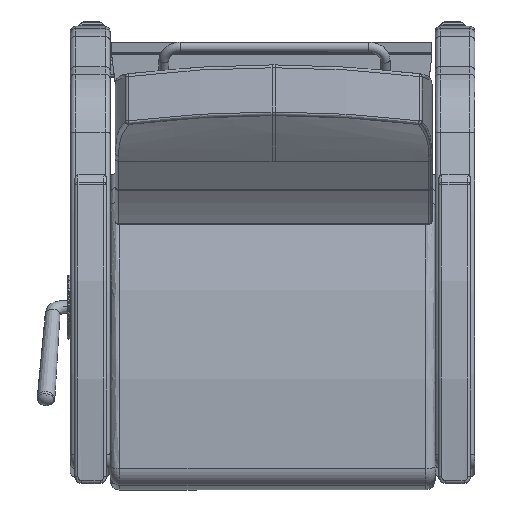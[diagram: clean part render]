
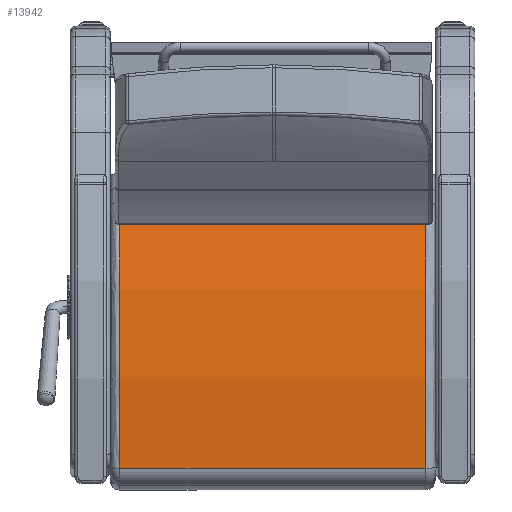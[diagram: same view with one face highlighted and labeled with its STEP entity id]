
A CAD part, front view. The second image highlights one B-rep face of the part: STEP entity #13942.
In plain terms, the highlighted free-form (B-spline) face has degree [1, 2] with [2, 3] control points.
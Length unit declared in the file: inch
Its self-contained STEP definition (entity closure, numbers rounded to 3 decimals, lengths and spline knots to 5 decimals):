
#451=(
BOUNDED_SURFACE()
B_SPLINE_SURFACE(1,2,((#34638,#34639,#34640),(#34641,#34642,#34643)),
 .UNSPECIFIED.,.F.,.F.,.F.)
B_SPLINE_SURFACE_WITH_KNOTS((2,2),(3,3),(-0.19254,0.19254),
(1.36178,1.69928),.UNSPECIFIED.)
GEOMETRIC_REPRESENTATION_ITEM()
RATIONAL_B_SPLINE_SURFACE(((1.,0.986,1.),(1.,0.986,
1.)))
REPRESENTATION_ITEM('')
SURFACE()
);
#913=ELLIPSE('',#15314,60.05357,60.);
#923=ELLIPSE('',#15342,60.05357,60.);
#1603=LINE('',#34636,#2476);
#1604=LINE('',#34645,#2477);
#2476=VECTOR('',#17748,0.3937);
#2477=VECTOR('',#17751,0.3937);
#3384=FACE_OUTER_BOUND('',#4325,.T.);
#4325=EDGE_LOOP('',(#10369,#10370,#10371,#10372));
#6501=VERTEX_POINT('',#34428);
#6502=VERTEX_POINT('',#34429);
#6527=VERTEX_POINT('',#34635);
#6528=VERTEX_POINT('',#34644);
#7923=EDGE_CURVE('',#6501,#6502,#913,.T.);
#7961=EDGE_CURVE('',#6502,#6527,#1603,.T.);
#7963=EDGE_CURVE('',#6501,#6528,#1604,.T.);
#7964=EDGE_CURVE('',#6527,#6528,#923,.T.);
#10369=ORIENTED_EDGE('',*,*,#7923,.F.);
#10370=ORIENTED_EDGE('',*,*,#7963,.T.);
#10371=ORIENTED_EDGE('',*,*,#7964,.F.);
#10372=ORIENTED_EDGE('',*,*,#7961,.F.);
#13942=ADVANCED_FACE('',(#3384),#451,.F.);
#15314=AXIS2_PLACEMENT_3D('',#34430,#17680,#17681);
#15342=AXIS2_PLACEMENT_3D('',#34646,#17752,#17753);
#17680=DIRECTION('center_axis',(0.,0.,-1.));
#17681=DIRECTION('ref_axis',(1.,0.,0.));
#17748=DIRECTION('',(0.,0.,1.));
#17751=DIRECTION('',(0.,0.,1.));
#17752=DIRECTION('center_axis',(0.,0.,1.));
#17753=DIRECTION('ref_axis',(1.,0.,0.));
#34428=CARTESIAN_POINT('',(-10.04459,1.25621,-11.5625));
#34429=CARTESIAN_POINT('',(10.1114,0.44486,-11.5625));
#34430=CARTESIAN_POINT('Origin',(-2.34979,-58.24922,-11.5625));
#34635=CARTESIAN_POINT('',(10.1114,0.44486,11.5625));
#34636=CARTESIAN_POINT('',(10.1114,0.44486,0.));
#34638=CARTESIAN_POINT('Ctrl Pts',(10.1114,0.44486,-11.5625));
#34639=CARTESIAN_POINT('Ctrl Pts',(0.10258,2.56602,-11.5625));
#34640=CARTESIAN_POINT('Ctrl Pts',(-10.04459,1.25621,-11.5625));
#34641=CARTESIAN_POINT('Ctrl Pts',(10.1114,0.44486,11.5625));
#34642=CARTESIAN_POINT('Ctrl Pts',(0.10258,2.56602,11.5625));
#34643=CARTESIAN_POINT('Ctrl Pts',(-10.04459,1.25621,11.5625));
#34644=CARTESIAN_POINT('',(-10.04459,1.25621,11.5625));
#34645=CARTESIAN_POINT('',(-10.04459,1.25621,0.));
#34646=CARTESIAN_POINT('Origin',(-2.34979,-58.24922,11.5625));
